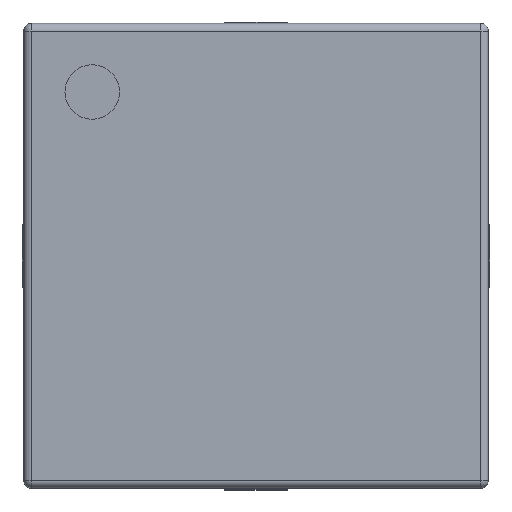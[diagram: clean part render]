
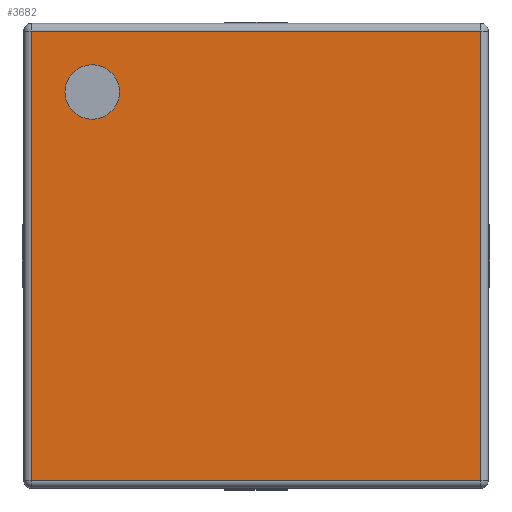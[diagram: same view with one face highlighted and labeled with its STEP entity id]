
A CAD part, top view. The second image highlights one B-rep face of the part: STEP entity #3682.
In plain terms, the highlighted planar face has unit normal (0, 0, 1).
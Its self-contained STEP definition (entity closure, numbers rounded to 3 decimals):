
#1308 = CYLINDRICAL_SURFACE('',#1309,0.05);
#1309 = AXIS2_PLACEMENT_3D('',#1310,#1311,#1312);
#1310 = CARTESIAN_POINT('',(1.44,-1.44,0.83));
#1311 = DIRECTION('',(0.,1.,0.));
#1312 = DIRECTION('',(0.,0.,1.));
#3023 = VERTEX_POINT('',#3024);
#3024 = CARTESIAN_POINT('',(1.44,-1.44,0.88));
#3046 = VERTEX_POINT('',#3047);
#3047 = CARTESIAN_POINT('',(1.44,1.44,0.88));
#3072 = EDGE_CURVE('',#3023,#3046,#3073,.T.);
#3073 = SURFACE_CURVE('',#3074,(#3078,#3085),.PCURVE_S1.);
#3074 = LINE('',#3075,#3076);
#3075 = CARTESIAN_POINT('',(1.44,-1.44,0.88));
#3076 = VECTOR('',#3077,1.);
#3077 = DIRECTION('',(0.,1.,0.));
#3078 = PCURVE('',#1308,#3079);
#3079 = DEFINITIONAL_REPRESENTATION('',(#3080),#3084);
#3080 = LINE('',#3081,#3082);
#3081 = CARTESIAN_POINT('',(0.,0.));
#3082 = VECTOR('',#3083,1.);
#3083 = DIRECTION('',(0.,1.));
#3084 = ( GEOMETRIC_REPRESENTATION_CONTEXT(2) 
PARAMETRIC_REPRESENTATION_CONTEXT() REPRESENTATION_CONTEXT('2D SPACE',''
  ) );
#3085 = PCURVE('',#3086,#3091);
#3086 = PLANE('',#3087);
#3087 = AXIS2_PLACEMENT_3D('',#3088,#3089,#3090);
#3088 = CARTESIAN_POINT('',(-1.49,-1.49,0.88));
#3089 = DIRECTION('',(0.,0.,1.));
#3090 = DIRECTION('',(1.,0.,0.));
#3091 = DEFINITIONAL_REPRESENTATION('',(#3092),#3096);
#3092 = LINE('',#3093,#3094);
#3093 = CARTESIAN_POINT('',(2.93,0.05));
#3094 = VECTOR('',#3095,1.);
#3095 = DIRECTION('',(0.,1.));
#3096 = ( GEOMETRIC_REPRESENTATION_CONTEXT(2) 
PARAMETRIC_REPRESENTATION_CONTEXT() REPRESENTATION_CONTEXT('2D SPACE',''
  ) );
#3249 = CYLINDRICAL_SURFACE('',#3250,0.05);
#3250 = AXIS2_PLACEMENT_3D('',#3251,#3252,#3253);
#3251 = CARTESIAN_POINT('',(-1.44,-1.44,0.83));
#3252 = DIRECTION('',(0.,1.,0.));
#3253 = DIRECTION('',(-1.,0.,0.));
#3388 = CYLINDRICAL_SURFACE('',#3389,0.05);
#3389 = AXIS2_PLACEMENT_3D('',#3390,#3391,#3392);
#3390 = CARTESIAN_POINT('',(-1.49,-1.44,0.83));
#3391 = DIRECTION('',(1.,0.,0.));
#3392 = DIRECTION('',(0.,-1.,0.));
#3551 = CYLINDRICAL_SURFACE('',#3552,0.05);
#3552 = AXIS2_PLACEMENT_3D('',#3553,#3554,#3555);
#3553 = CARTESIAN_POINT('',(-1.49,1.44,0.83));
#3554 = DIRECTION('',(1.,0.,0.));
#3555 = DIRECTION('',(0.,1.,0.));
#3682 = ADVANCED_FACE('',(#3683,#3753),#3086,.T.);
#3683 = FACE_BOUND('',#3684,.T.);
#3684 = EDGE_LOOP('',(#3685,#3708,#3709,#3732));
#3685 = ORIENTED_EDGE('',*,*,#3686,.T.);
#3686 = EDGE_CURVE('',#3687,#3023,#3689,.T.);
#3687 = VERTEX_POINT('',#3688);
#3688 = CARTESIAN_POINT('',(-1.44,-1.44,0.88));
#3689 = SURFACE_CURVE('',#3690,(#3694,#3701),.PCURVE_S1.);
#3690 = LINE('',#3691,#3692);
#3691 = CARTESIAN_POINT('',(-1.49,-1.44,0.88));
#3692 = VECTOR('',#3693,1.);
#3693 = DIRECTION('',(1.,0.,0.));
#3694 = PCURVE('',#3086,#3695);
#3695 = DEFINITIONAL_REPRESENTATION('',(#3696),#3700);
#3696 = LINE('',#3697,#3698);
#3697 = CARTESIAN_POINT('',(0.,0.05));
#3698 = VECTOR('',#3699,1.);
#3699 = DIRECTION('',(1.,0.));
#3700 = ( GEOMETRIC_REPRESENTATION_CONTEXT(2) 
PARAMETRIC_REPRESENTATION_CONTEXT() REPRESENTATION_CONTEXT('2D SPACE',''
  ) );
#3701 = PCURVE('',#3388,#3702);
#3702 = DEFINITIONAL_REPRESENTATION('',(#3703),#3707);
#3703 = LINE('',#3704,#3705);
#3704 = CARTESIAN_POINT('',(-1.571,0.));
#3705 = VECTOR('',#3706,1.);
#3706 = DIRECTION('',(-0.,1.));
#3707 = ( GEOMETRIC_REPRESENTATION_CONTEXT(2) 
PARAMETRIC_REPRESENTATION_CONTEXT() REPRESENTATION_CONTEXT('2D SPACE',''
  ) );
#3708 = ORIENTED_EDGE('',*,*,#3072,.T.);
#3709 = ORIENTED_EDGE('',*,*,#3710,.F.);
#3710 = EDGE_CURVE('',#3711,#3046,#3713,.T.);
#3711 = VERTEX_POINT('',#3712);
#3712 = CARTESIAN_POINT('',(-1.44,1.44,0.88));
#3713 = SURFACE_CURVE('',#3714,(#3718,#3725),.PCURVE_S1.);
#3714 = LINE('',#3715,#3716);
#3715 = CARTESIAN_POINT('',(-1.49,1.44,0.88));
#3716 = VECTOR('',#3717,1.);
#3717 = DIRECTION('',(1.,0.,0.));
#3718 = PCURVE('',#3086,#3719);
#3719 = DEFINITIONAL_REPRESENTATION('',(#3720),#3724);
#3720 = LINE('',#3721,#3722);
#3721 = CARTESIAN_POINT('',(0.,2.93));
#3722 = VECTOR('',#3723,1.);
#3723 = DIRECTION('',(1.,0.));
#3724 = ( GEOMETRIC_REPRESENTATION_CONTEXT(2) 
PARAMETRIC_REPRESENTATION_CONTEXT() REPRESENTATION_CONTEXT('2D SPACE',''
  ) );
#3725 = PCURVE('',#3551,#3726);
#3726 = DEFINITIONAL_REPRESENTATION('',(#3727),#3731);
#3727 = LINE('',#3728,#3729);
#3728 = CARTESIAN_POINT('',(1.571,0.));
#3729 = VECTOR('',#3730,1.);
#3730 = DIRECTION('',(0.,1.));
#3731 = ( GEOMETRIC_REPRESENTATION_CONTEXT(2) 
PARAMETRIC_REPRESENTATION_CONTEXT() REPRESENTATION_CONTEXT('2D SPACE',''
  ) );
#3732 = ORIENTED_EDGE('',*,*,#3733,.F.);
#3733 = EDGE_CURVE('',#3687,#3711,#3734,.T.);
#3734 = SURFACE_CURVE('',#3735,(#3739,#3746),.PCURVE_S1.);
#3735 = LINE('',#3736,#3737);
#3736 = CARTESIAN_POINT('',(-1.44,-1.44,0.88));
#3737 = VECTOR('',#3738,1.);
#3738 = DIRECTION('',(0.,1.,0.));
#3739 = PCURVE('',#3086,#3740);
#3740 = DEFINITIONAL_REPRESENTATION('',(#3741),#3745);
#3741 = LINE('',#3742,#3743);
#3742 = CARTESIAN_POINT('',(0.05,0.05));
#3743 = VECTOR('',#3744,1.);
#3744 = DIRECTION('',(0.,1.));
#3745 = ( GEOMETRIC_REPRESENTATION_CONTEXT(2) 
PARAMETRIC_REPRESENTATION_CONTEXT() REPRESENTATION_CONTEXT('2D SPACE',''
  ) );
#3746 = PCURVE('',#3249,#3747);
#3747 = DEFINITIONAL_REPRESENTATION('',(#3748),#3752);
#3748 = LINE('',#3749,#3750);
#3749 = CARTESIAN_POINT('',(1.571,0.));
#3750 = VECTOR('',#3751,1.);
#3751 = DIRECTION('',(0.,1.));
#3752 = ( GEOMETRIC_REPRESENTATION_CONTEXT(2) 
PARAMETRIC_REPRESENTATION_CONTEXT() REPRESENTATION_CONTEXT('2D SPACE',''
  ) );
#3753 = FACE_BOUND('',#3754,.T.);
#3754 = EDGE_LOOP('',(#3755));
#3755 = ORIENTED_EDGE('',*,*,#3756,.F.);
#3756 = EDGE_CURVE('',#3757,#3757,#3759,.T.);
#3757 = VERTEX_POINT('',#3758);
#3758 = CARTESIAN_POINT('',(-0.875,-1.05,0.88));
#3759 = SURFACE_CURVE('',#3760,(#3765,#3772),.PCURVE_S1.);
#3760 = CIRCLE('',#3761,0.175);
#3761 = AXIS2_PLACEMENT_3D('',#3762,#3763,#3764);
#3762 = CARTESIAN_POINT('',(-1.05,-1.05,0.88));
#3763 = DIRECTION('',(0.,0.,1.));
#3764 = DIRECTION('',(1.,0.,0.));
#3765 = PCURVE('',#3086,#3766);
#3766 = DEFINITIONAL_REPRESENTATION('',(#3767),#3771);
#3767 = CIRCLE('',#3768,0.175);
#3768 = AXIS2_PLACEMENT_2D('',#3769,#3770);
#3769 = CARTESIAN_POINT('',(0.44,0.44));
#3770 = DIRECTION('',(1.,0.));
#3771 = ( GEOMETRIC_REPRESENTATION_CONTEXT(2) 
PARAMETRIC_REPRESENTATION_CONTEXT() REPRESENTATION_CONTEXT('2D SPACE',''
  ) );
#3772 = PCURVE('',#3773,#3778);
#3773 = CYLINDRICAL_SURFACE('',#3774,0.175);
#3774 = AXIS2_PLACEMENT_3D('',#3775,#3776,#3777);
#3775 = CARTESIAN_POINT('',(-1.05,-1.05,0.88));
#3776 = DIRECTION('',(-0.,-0.,-1.));
#3777 = DIRECTION('',(1.,0.,0.));
#3778 = DEFINITIONAL_REPRESENTATION('',(#3779),#3783);
#3779 = LINE('',#3780,#3781);
#3780 = CARTESIAN_POINT('',(-0.,0.));
#3781 = VECTOR('',#3782,1.);
#3782 = DIRECTION('',(-1.,0.));
#3783 = ( GEOMETRIC_REPRESENTATION_CONTEXT(2) 
PARAMETRIC_REPRESENTATION_CONTEXT() REPRESENTATION_CONTEXT('2D SPACE',''
  ) );
